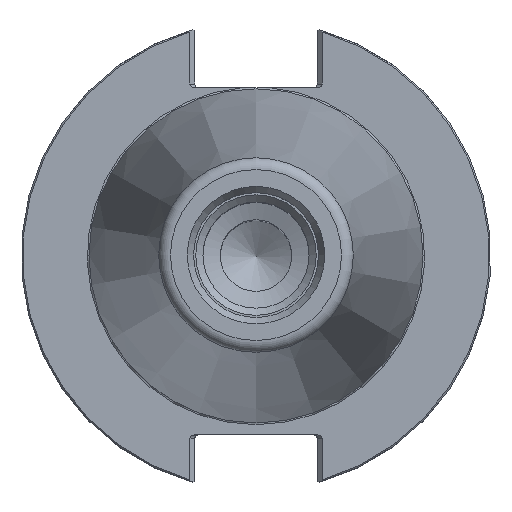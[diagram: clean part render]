
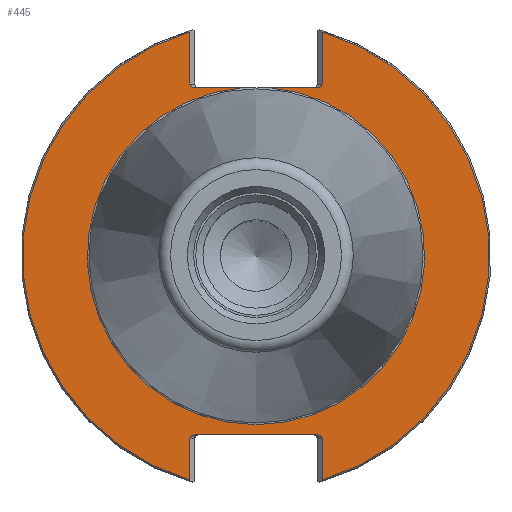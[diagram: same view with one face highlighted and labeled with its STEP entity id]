
A CAD part, top view. The second image highlights one B-rep face of the part: STEP entity #445.
In plain terms, the highlighted planar face has unit normal (0, 0, 1).
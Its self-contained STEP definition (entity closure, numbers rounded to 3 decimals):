
#177=ELLIPSE('',#1672,1.131,0.8);
#178=ELLIPSE('',#1674,1.131,0.8);
#179=ELLIPSE('',#1675,1.131,0.8);
#180=ELLIPSE('',#1677,1.131,0.8);
#187=LINE('',#2263,#256);
#195=LINE('',#2291,#264);
#196=LINE('',#2296,#265);
#197=LINE('',#2300,#266);
#198=LINE('',#2305,#267);
#199=LINE('',#2309,#268);
#200=LINE('',#2313,#269);
#256=VECTOR('',#1852,1.);
#264=VECTOR('',#1874,1.);
#265=VECTOR('',#1877,1.);
#266=VECTOR('',#1880,1.);
#267=VECTOR('',#1885,1.);
#268=VECTOR('',#1888,1.);
#269=VECTOR('',#1891,1.);
#339=PLANE('',#1679);
#366=FACE_OUTER_BOUND('',#693,.T.);
#445=ADVANCED_FACE('',(#366),#339,.F.);
#693=EDGE_LOOP('',(#862,#863,#864,#865,#866,#867,#868,#869,#870,#871,#872,
#873,#874,#875));
#862=ORIENTED_EDGE('',*,*,#1399,.F.);
#863=ORIENTED_EDGE('',*,*,#1400,.T.);
#864=ORIENTED_EDGE('',*,*,#1401,.T.);
#865=ORIENTED_EDGE('',*,*,#1402,.T.);
#866=ORIENTED_EDGE('',*,*,#1403,.F.);
#867=ORIENTED_EDGE('',*,*,#1404,.T.);
#868=ORIENTED_EDGE('',*,*,#1386,.F.);
#869=ORIENTED_EDGE('',*,*,#1405,.T.);
#870=ORIENTED_EDGE('',*,*,#1406,.F.);
#871=ORIENTED_EDGE('',*,*,#1407,.T.);
#872=ORIENTED_EDGE('',*,*,#1408,.T.);
#873=ORIENTED_EDGE('',*,*,#1409,.T.);
#874=ORIENTED_EDGE('',*,*,#1410,.F.);
#875=ORIENTED_EDGE('',*,*,#1411,.F.);
#1236=VERTEX_POINT('',#2264);
#1237=VERTEX_POINT('',#2265);
#1249=VERTEX_POINT('',#2292);
#1250=VERTEX_POINT('',#2293);
#1251=VERTEX_POINT('',#2295);
#1252=VERTEX_POINT('',#2297);
#1253=VERTEX_POINT('',#2299);
#1254=VERTEX_POINT('',#2301);
#1255=VERTEX_POINT('',#2304);
#1256=VERTEX_POINT('',#2306);
#1257=VERTEX_POINT('',#2308);
#1258=VERTEX_POINT('',#2310);
#1259=VERTEX_POINT('',#2312);
#1260=VERTEX_POINT('',#2314);
#1386=EDGE_CURVE('',#1236,#1237,#187,.T.);
#1399=EDGE_CURVE('',#1249,#1250,#195,.T.);
#1400=EDGE_CURVE('',#1249,#1251,#177,.T.);
#1401=EDGE_CURVE('',#1251,#1252,#196,.T.);
#1402=EDGE_CURVE('',#1252,#1253,#1586,.T.);
#1403=EDGE_CURVE('',#1254,#1253,#197,.T.);
#1404=EDGE_CURVE('',#1254,#1237,#178,.T.);
#1405=EDGE_CURVE('',#1236,#1255,#179,.T.);
#1406=EDGE_CURVE('',#1256,#1255,#198,.T.);
#1407=EDGE_CURVE('',#1256,#1257,#1587,.T.);
#1408=EDGE_CURVE('',#1257,#1258,#199,.T.);
#1409=EDGE_CURVE('',#1258,#1259,#180,.T.);
#1410=EDGE_CURVE('',#1260,#1259,#200,.T.);
#1411=EDGE_CURVE('',#1250,#1260,#1588,.T.);
#1586=CIRCLE('',#1673,48.95);
#1587=CIRCLE('',#1676,48.95);
#1588=CIRCLE('',#1678,35.375);
#1672=AXIS2_PLACEMENT_3D('',#2294,#1875,#1876);
#1673=AXIS2_PLACEMENT_3D('',#2298,#1878,#1879);
#1674=AXIS2_PLACEMENT_3D('',#2302,#1881,#1882);
#1675=AXIS2_PLACEMENT_3D('',#2303,#1883,#1884);
#1676=AXIS2_PLACEMENT_3D('',#2307,#1886,#1887);
#1677=AXIS2_PLACEMENT_3D('',#2311,#1889,#1890);
#1678=AXIS2_PLACEMENT_3D('',#2315,#1892,#1893);
#1679=AXIS2_PLACEMENT_3D('',#2316,#1894,#1895);
#1852=DIRECTION('',(-1.,0.,0.));
#1874=DIRECTION('',(1.,0.,0.));
#1875=DIRECTION('',(0.,0.,-1.));
#1876=DIRECTION('',(-1.,0.,0.));
#1877=DIRECTION('',(0.,1.,0.));
#1878=DIRECTION('',(0.,0.,1.));
#1879=DIRECTION('',(0.,1.,0.));
#1880=DIRECTION('',(0.,-1.,0.));
#1881=DIRECTION('',(0.,0.,-1.));
#1882=DIRECTION('',(1.,0.,0.));
#1883=DIRECTION('',(0.,0.,-1.));
#1884=DIRECTION('',(1.,0.,0.));
#1885=DIRECTION('',(0.,1.,0.));
#1886=DIRECTION('',(0.,0.,1.));
#1887=DIRECTION('',(0.,1.,0.));
#1888=DIRECTION('',(0.,-1.,0.));
#1889=DIRECTION('',(0.,0.,-1.));
#1890=DIRECTION('',(-1.,0.,0.));
#1891=DIRECTION('',(1.,0.,0.));
#1892=DIRECTION('',(0.,0.,1.));
#1893=DIRECTION('',(0.,-1.,0.));
#1894=DIRECTION('',(0.,0.,-1.));
#1895=DIRECTION('',(0.,1.,0.));
#2263=CARTESIAN_POINT('',(0.,-37.5,-3.175));
#2264=CARTESIAN_POINT('',(12.719,-37.5,-3.175));
#2265=CARTESIAN_POINT('',(-12.719,-37.5,-3.175));
#2291=CARTESIAN_POINT('',(0.,35.25,-3.175));
#2292=CARTESIAN_POINT('',(-12.719,35.25,-3.175));
#2293=CARTESIAN_POINT('',(-2.971,35.25,-3.175));
#2294=CARTESIAN_POINT('',(-12.719,36.05,-3.175));
#2295=CARTESIAN_POINT('',(-13.85,36.05,-3.175));
#2296=CARTESIAN_POINT('',(-13.85,-49.25,-3.175));
#2297=CARTESIAN_POINT('',(-13.85,46.95,-3.175));
#2298=CARTESIAN_POINT('',(0.,0.,-3.175));
#2299=CARTESIAN_POINT('',(-13.85,-46.95,-3.175));
#2300=CARTESIAN_POINT('',(-13.85,-49.25,-3.175));
#2301=CARTESIAN_POINT('',(-13.85,-38.3,-3.175));
#2302=CARTESIAN_POINT('',(-12.719,-38.3,-3.175));
#2303=CARTESIAN_POINT('',(12.719,-38.3,-3.175));
#2304=CARTESIAN_POINT('',(13.85,-38.3,-3.175));
#2305=CARTESIAN_POINT('',(13.85,-49.25,-3.175));
#2306=CARTESIAN_POINT('',(13.85,-46.95,-3.175));
#2307=CARTESIAN_POINT('',(0.,0.,-3.175));
#2308=CARTESIAN_POINT('',(13.85,46.95,-3.175));
#2309=CARTESIAN_POINT('',(13.85,-49.25,-3.175));
#2310=CARTESIAN_POINT('',(13.85,36.05,-3.175));
#2311=CARTESIAN_POINT('',(12.719,36.05,-3.175));
#2312=CARTESIAN_POINT('',(12.719,35.25,-3.175));
#2313=CARTESIAN_POINT('',(0.,35.25,-3.175));
#2314=CARTESIAN_POINT('',(2.971,35.25,-3.175));
#2315=CARTESIAN_POINT('',(0.,0.,-3.175));
#2316=CARTESIAN_POINT('',(0.,-49.25,-3.175));
